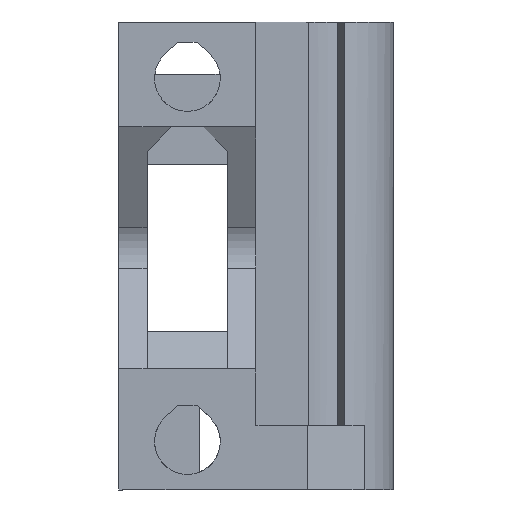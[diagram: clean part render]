
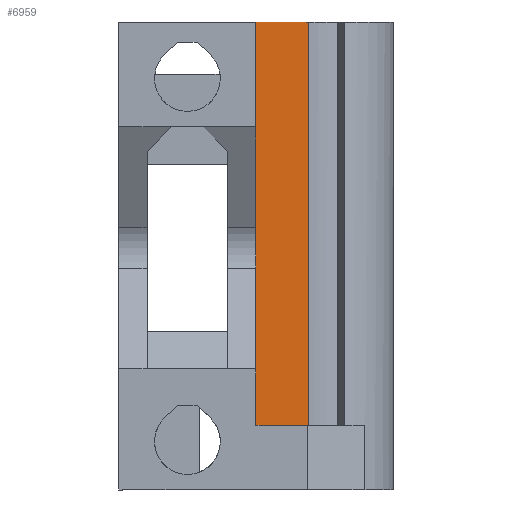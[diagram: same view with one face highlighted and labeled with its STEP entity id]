
A CAD part, left-side view. The second image highlights one B-rep face of the part: STEP entity #6959.
In plain terms, the highlighted planar face has unit normal (-1, 0, 0).
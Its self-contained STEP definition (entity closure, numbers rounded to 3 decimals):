
#960 = PLANE('',#961);
#961 = AXIS2_PLACEMENT_3D('',#962,#963,#964);
#962 = CARTESIAN_POINT('',(0.,-17.,8.));
#963 = DIRECTION('',(0.,0.,-1.));
#964 = DIRECTION('',(0.,-1.,0.));
#988 = PLANE('',#989);
#989 = AXIS2_PLACEMENT_3D('',#990,#991,#992);
#990 = CARTESIAN_POINT('',(7.217,-17.,27.5));
#991 = DIRECTION('',(0.,1.,0.));
#992 = DIRECTION('',(0.,0.,1.));
#1402 = CYLINDRICAL_SURFACE('',#1403,10.5);
#1403 = AXIS2_PLACEMENT_3D('',#1404,#1405,#1406);
#1404 = CARTESIAN_POINT('',(25.,-23.509,0.));
#1405 = DIRECTION('',(0.,0.,-1.));
#1406 = DIRECTION('',(1.,0.,0.));
#1958 = VERTEX_POINT('',#1959);
#1959 = CARTESIAN_POINT('',(14.5,-17.,58.));
#1996 = PLANE('',#1997);
#1997 = AXIS2_PLACEMENT_3D('',#1998,#1999,#2000);
#1998 = CARTESIAN_POINT('',(14.5,-17.,0.));
#1999 = DIRECTION('',(0.,1.,0.));
#2000 = DIRECTION('',(1.,0.,0.));
#3938 = EDGE_CURVE('',#3939,#1958,#3941,.T.);
#3939 = VERTEX_POINT('',#3940);
#3940 = CARTESIAN_POINT('',(14.5,-17.,8.));
#3941 = SURFACE_CURVE('',#3942,(#3946,#3953),.PCURVE_S1.);
#3942 = LINE('',#3943,#3944);
#3943 = CARTESIAN_POINT('',(14.5,-17.,0.));
#3944 = VECTOR('',#3945,1.);
#3945 = DIRECTION('',(0.,0.,1.));
#3946 = PCURVE('',#988,#3947);
#3947 = DEFINITIONAL_REPRESENTATION('',(#3948),#3952);
#3948 = LINE('',#3949,#3950);
#3949 = CARTESIAN_POINT('',(-27.5,7.283));
#3950 = VECTOR('',#3951,1.);
#3951 = DIRECTION('',(1.,0.));
#3952 = ( GEOMETRIC_REPRESENTATION_CONTEXT(2) 
PARAMETRIC_REPRESENTATION_CONTEXT() REPRESENTATION_CONTEXT('2D SPACE',''
  ) );
#3953 = PCURVE('',#3954,#3959);
#3954 = PLANE('',#3955);
#3955 = AXIS2_PLACEMENT_3D('',#3956,#3957,#3958);
#3956 = CARTESIAN_POINT('',(14.5,-23.509,0.));
#3957 = DIRECTION('',(-1.,-0.,0.));
#3958 = DIRECTION('',(0.,1.,0.));
#3959 = DEFINITIONAL_REPRESENTATION('',(#3960),#3964);
#3960 = LINE('',#3961,#3962);
#3961 = CARTESIAN_POINT('',(6.509,0.));
#3962 = VECTOR('',#3963,1.);
#3963 = DIRECTION('',(0.,-1.));
#3964 = ( GEOMETRIC_REPRESENTATION_CONTEXT(2) 
PARAMETRIC_REPRESENTATION_CONTEXT() REPRESENTATION_CONTEXT('2D SPACE',''
  ) );
#3993 = EDGE_CURVE('',#3994,#3939,#3996,.T.);
#3994 = VERTEX_POINT('',#3995);
#3995 = CARTESIAN_POINT('',(14.5,-23.509,8.));
#3996 = SURFACE_CURVE('',#3997,(#4001,#4007),.PCURVE_S1.);
#3997 = LINE('',#3998,#3999);
#3998 = CARTESIAN_POINT('',(14.5,-20.255,8.));
#3999 = VECTOR('',#4000,1.);
#4000 = DIRECTION('',(0.,1.,0.));
#4001 = PCURVE('',#960,#4002);
#4002 = DEFINITIONAL_REPRESENTATION('',(#4003),#4006);
#4003 = B_SPLINE_CURVE_WITH_KNOTS('',1,(#4004,#4005),.UNSPECIFIED.,.F.,
  .F.,(2,2),(-3.255,3.255),.PIECEWISE_BEZIER_KNOTS.);
#4004 = CARTESIAN_POINT('',(6.509,-14.5));
#4005 = CARTESIAN_POINT('',(0.,-14.5));
#4006 = ( GEOMETRIC_REPRESENTATION_CONTEXT(2) 
PARAMETRIC_REPRESENTATION_CONTEXT() REPRESENTATION_CONTEXT('2D SPACE',''
  ) );
#4007 = PCURVE('',#3954,#4008);
#4008 = DEFINITIONAL_REPRESENTATION('',(#4009),#4012);
#4009 = B_SPLINE_CURVE_WITH_KNOTS('',1,(#4010,#4011),.UNSPECIFIED.,.F.,
  .F.,(2,2),(-3.255,3.255),.PIECEWISE_BEZIER_KNOTS.);
#4010 = CARTESIAN_POINT('',(0.,-8.));
#4011 = CARTESIAN_POINT('',(6.509,-8.));
#4012 = ( GEOMETRIC_REPRESENTATION_CONTEXT(2) 
PARAMETRIC_REPRESENTATION_CONTEXT() REPRESENTATION_CONTEXT('2D SPACE',''
  ) );
#5521 = VERTEX_POINT('',#5522);
#5522 = CARTESIAN_POINT('',(14.5,-23.509,58.));
#5537 = PLANE('',#5538);
#5538 = AXIS2_PLACEMENT_3D('',#5539,#5540,#5541);
#5539 = CARTESIAN_POINT('',(35.5,-23.509,58.));
#5540 = DIRECTION('',(0.,0.,1.));
#5541 = DIRECTION('',(0.,1.,0.));
#5553 = EDGE_CURVE('',#3994,#5521,#5554,.T.);
#5554 = SURFACE_CURVE('',#5555,(#5559,#5566),.PCURVE_S1.);
#5555 = LINE('',#5556,#5557);
#5556 = CARTESIAN_POINT('',(14.5,-23.509,0.));
#5557 = VECTOR('',#5558,1.);
#5558 = DIRECTION('',(0.,0.,1.));
#5559 = PCURVE('',#1402,#5560);
#5560 = DEFINITIONAL_REPRESENTATION('',(#5561),#5565);
#5561 = LINE('',#5562,#5563);
#5562 = CARTESIAN_POINT('',(3.142,0.));
#5563 = VECTOR('',#5564,1.);
#5564 = DIRECTION('',(0.,-1.));
#5565 = ( GEOMETRIC_REPRESENTATION_CONTEXT(2) 
PARAMETRIC_REPRESENTATION_CONTEXT() REPRESENTATION_CONTEXT('2D SPACE',''
  ) );
#5566 = PCURVE('',#3954,#5567);
#5567 = DEFINITIONAL_REPRESENTATION('',(#5568),#5572);
#5568 = LINE('',#5569,#5570);
#5569 = CARTESIAN_POINT('',(0.,0.));
#5570 = VECTOR('',#5571,1.);
#5571 = DIRECTION('',(0.,-1.));
#5572 = ( GEOMETRIC_REPRESENTATION_CONTEXT(2) 
PARAMETRIC_REPRESENTATION_CONTEXT() REPRESENTATION_CONTEXT('2D SPACE',''
  ) );
#6373 = EDGE_CURVE('',#1958,#6374,#6376,.T.);
#6374 = VERTEX_POINT('',#6375);
#6375 = CARTESIAN_POINT('',(14.5,-17.,58.));
#6376 = SURFACE_CURVE('',#6377,(#6381,#6388),.PCURVE_S1.);
#6377 = LINE('',#6378,#6379);
#6378 = CARTESIAN_POINT('',(14.5,-17.,0.));
#6379 = VECTOR('',#6380,1.);
#6380 = DIRECTION('',(0.,0.,1.));
#6381 = PCURVE('',#1996,#6382);
#6382 = DEFINITIONAL_REPRESENTATION('',(#6383),#6387);
#6383 = LINE('',#6384,#6385);
#6384 = CARTESIAN_POINT('',(0.,0.));
#6385 = VECTOR('',#6386,1.);
#6386 = DIRECTION('',(0.,-1.));
#6387 = ( GEOMETRIC_REPRESENTATION_CONTEXT(2) 
PARAMETRIC_REPRESENTATION_CONTEXT() REPRESENTATION_CONTEXT('2D SPACE',''
  ) );
#6388 = PCURVE('',#3954,#6389);
#6389 = DEFINITIONAL_REPRESENTATION('',(#6390),#6394);
#6390 = LINE('',#6391,#6392);
#6391 = CARTESIAN_POINT('',(6.509,0.));
#6392 = VECTOR('',#6393,1.);
#6393 = DIRECTION('',(0.,-1.));
#6394 = ( GEOMETRIC_REPRESENTATION_CONTEXT(2) 
PARAMETRIC_REPRESENTATION_CONTEXT() REPRESENTATION_CONTEXT('2D SPACE',''
  ) );
#6959 = ADVANCED_FACE('',(#6960),#3954,.T.);
#6960 = FACE_BOUND('',#6961,.T.);
#6961 = EDGE_LOOP('',(#6962,#6963,#6964,#6985,#6986));
#6962 = ORIENTED_EDGE('',*,*,#3993,.F.);
#6963 = ORIENTED_EDGE('',*,*,#5553,.T.);
#6964 = ORIENTED_EDGE('',*,*,#6965,.T.);
#6965 = EDGE_CURVE('',#5521,#6374,#6966,.T.);
#6966 = SURFACE_CURVE('',#6967,(#6971,#6978),.PCURVE_S1.);
#6967 = LINE('',#6968,#6969);
#6968 = CARTESIAN_POINT('',(14.5,-23.509,58.));
#6969 = VECTOR('',#6970,1.);
#6970 = DIRECTION('',(0.,1.,0.));
#6971 = PCURVE('',#3954,#6972);
#6972 = DEFINITIONAL_REPRESENTATION('',(#6973),#6977);
#6973 = LINE('',#6974,#6975);
#6974 = CARTESIAN_POINT('',(0.,-58.));
#6975 = VECTOR('',#6976,1.);
#6976 = DIRECTION('',(1.,0.));
#6977 = ( GEOMETRIC_REPRESENTATION_CONTEXT(2) 
PARAMETRIC_REPRESENTATION_CONTEXT() REPRESENTATION_CONTEXT('2D SPACE',''
  ) );
#6978 = PCURVE('',#5537,#6979);
#6979 = DEFINITIONAL_REPRESENTATION('',(#6980),#6984);
#6980 = LINE('',#6981,#6982);
#6981 = CARTESIAN_POINT('',(0.,21.));
#6982 = VECTOR('',#6983,1.);
#6983 = DIRECTION('',(1.,0.));
#6984 = ( GEOMETRIC_REPRESENTATION_CONTEXT(2) 
PARAMETRIC_REPRESENTATION_CONTEXT() REPRESENTATION_CONTEXT('2D SPACE',''
  ) );
#6985 = ORIENTED_EDGE('',*,*,#6373,.F.);
#6986 = ORIENTED_EDGE('',*,*,#3938,.F.);
